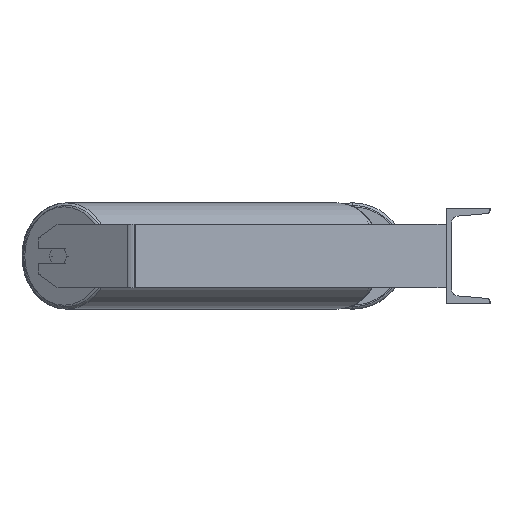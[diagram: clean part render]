
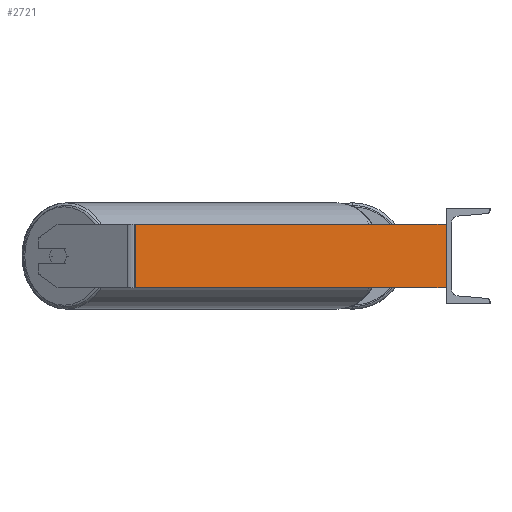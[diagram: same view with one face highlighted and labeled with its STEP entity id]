
A CAD part, left-side view. The second image highlights one B-rep face of the part: STEP entity #2721.
In plain terms, the highlighted planar face has unit normal (-0.996, -0.087, 0).
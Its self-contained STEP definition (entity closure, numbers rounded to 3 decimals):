
#109 = CARTESIAN_POINT ( 'NONE',  ( -918.922, 387.727, 40. ) ) ;
#134 = CARTESIAN_POINT ( 'NONE',  ( -885., 0., -40. ) ) ;
#301 = CARTESIAN_POINT ( 'NONE',  ( -919.429, 393.528, 40. ) ) ;
#332 = PLANE ( 'NONE',  #2806 ) ;
#390 = CARTESIAN_POINT ( 'NONE',  ( -918.922, 387.727, 40. ) ) ;
#466 = LINE ( 'NONE', #607, #4238 ) ;
#607 = CARTESIAN_POINT ( 'NONE',  ( -919.429, 393.528, -40. ) ) ;
#867 = CARTESIAN_POINT ( 'NONE',  ( -918.922, 387.727, -40. ) ) ;
#1149 = DIRECTION ( 'NONE',  ( 0.087, -0.996, 0. ) ) ;
#1390 = EDGE_CURVE ( 'NONE', #2138, #8746, #2957, .T. ) ;
#1711 = CARTESIAN_POINT ( 'NONE',  ( -885., 0., 40. ) ) ;
#1996 = ORIENTED_EDGE ( 'NONE', *, *, #2412, .T. ) ;
#2138 = VERTEX_POINT ( 'NONE', #8031 ) ;
#2227 = VECTOR ( 'NONE', #2611, 1000. ) ;
#2352 = VERTEX_POINT ( 'NONE', #109 ) ;
#2412 = EDGE_CURVE ( 'NONE', #2501, #8746, #466, .T. ) ;
#2501 = VERTEX_POINT ( 'NONE', #867 ) ;
#2564 = LINE ( 'NONE', #390, #2227 ) ;
#2611 = DIRECTION ( 'NONE',  ( 0., 0., -1. ) ) ;
#2721 = ADVANCED_FACE ( 'NONE', ( #7340 ), #332, .F. ) ;
#2806 = AXIS2_PLACEMENT_3D ( 'NONE', #3188, #6019, #8038 ) ;
#2957 = LINE ( 'NONE', #1711, #6305 ) ;
#3188 = CARTESIAN_POINT ( 'NONE',  ( -919.429, 393.528, 40. ) ) ;
#3395 = EDGE_CURVE ( 'NONE', #2352, #2138, #5954, .T. ) ;
#4238 = VECTOR ( 'NONE', #1149, 1000. ) ;
#4674 = DIRECTION ( 'NONE',  ( 0.087, -0.996, 0. ) ) ;
#4909 = ORIENTED_EDGE ( 'NONE', *, *, #8149, .T. ) ;
#5181 = EDGE_LOOP ( 'NONE', ( #1996, #8511, #6700, #4909 ) ) ;
#5954 = LINE ( 'NONE', #301, #8264 ) ;
#6019 = DIRECTION ( 'NONE',  ( 0.996, 0.087, 0. ) ) ;
#6305 = VECTOR ( 'NONE', #8183, 1000. ) ;
#6700 = ORIENTED_EDGE ( 'NONE', *, *, #3395, .F. ) ;
#7340 = FACE_OUTER_BOUND ( 'NONE', #5181, .T. ) ;
#8031 = CARTESIAN_POINT ( 'NONE',  ( -885., 0., 40. ) ) ;
#8038 = DIRECTION ( 'NONE',  ( -0.087, 0.996, 0. ) ) ;
#8149 = EDGE_CURVE ( 'NONE', #2352, #2501, #2564, .T. ) ;
#8183 = DIRECTION ( 'NONE',  ( 0., 0., -1. ) ) ;
#8264 = VECTOR ( 'NONE', #4674, 1000. ) ;
#8511 = ORIENTED_EDGE ( 'NONE', *, *, #1390, .F. ) ;
#8746 = VERTEX_POINT ( 'NONE', #134 ) ;
